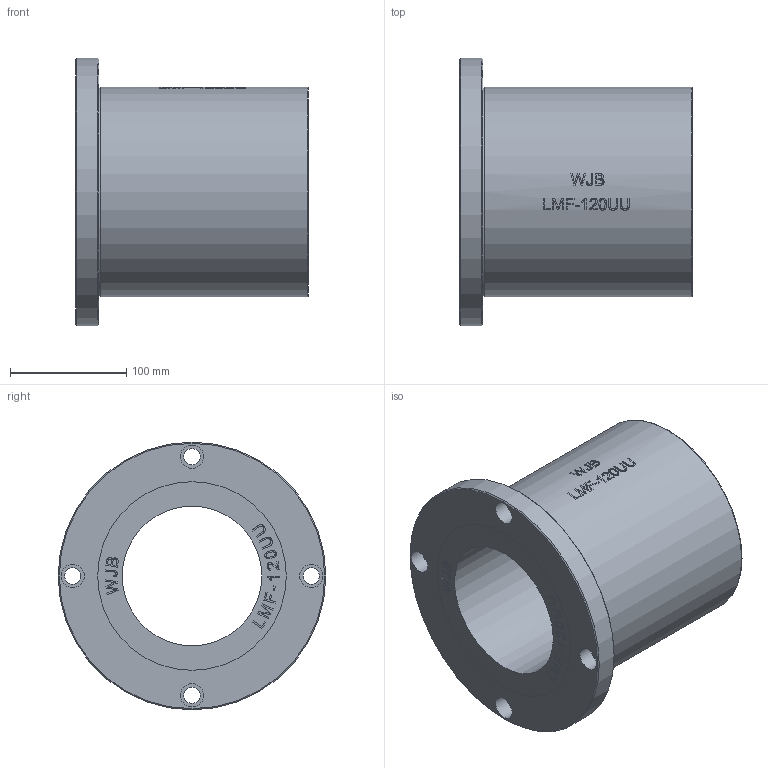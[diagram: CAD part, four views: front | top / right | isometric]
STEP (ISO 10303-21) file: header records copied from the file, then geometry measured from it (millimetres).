
FILE_DESCRIPTION(/* description */ (''),/* implementation_level */ '2;1');
FILE_NAME(/* name */ 'WJB-LMF-120UU-2.stp',/* time_stamp */ '2018-09-06T00:48:58+08:00',/* author */ (''),/* organization */ (''),/* preprocessor_version */ 'ST-DEVELOPER v11',/* originating_system */ 'SIEMENS UGS NX 6.0',/* authorisation */ '');
FILE_SCHEMA (('CONFIG_CONTROL_DESIGN'));
Length unit declared in the file: millimetre
Products named in the file (1): WJB-LMF-120UU
Bounding box: 200 x 230 x 230 mm (x, y, z)
Volume: 3124971.7 mm3; surface area: 255175.4 mm2
Topology: 1 solids, 1 shells, 341 faces, 878 edges, 591 vertices
Faces by surface type: plane 216, extrusion 93, cylinder 28, torus 2, cone 2
Full cylindrical faces by diameter (mm): 14 x4, 20 x4, 120 x1, 162 x2, 180 x1, 230 x1
Entity records: 12699 total; most frequent: CARTESIAN_POINT 4891, ORIENTED_EDGE 1700, DIRECTION 1235, EDGE_CURVE 850, VERTEX_POINT 580, VECTOR 541, LINE 448, EDGE_LOOP 420
